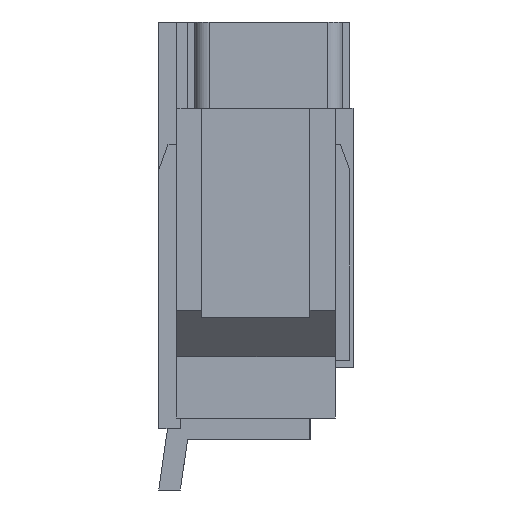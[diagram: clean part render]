
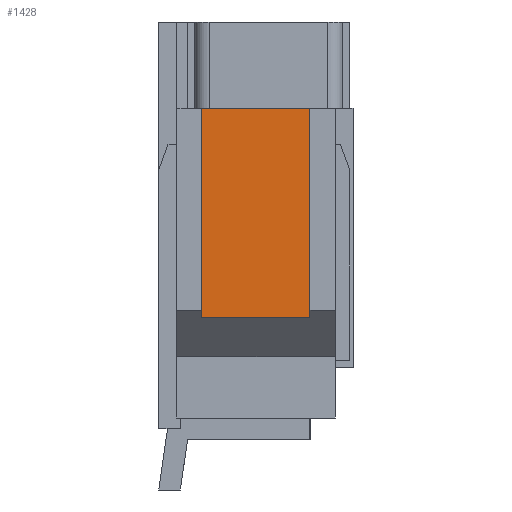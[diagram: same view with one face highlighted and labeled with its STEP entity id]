
A CAD part, left-side view. The second image highlights one B-rep face of the part: STEP entity #1428.
In plain terms, the highlighted planar face has unit normal (-1, 0, 0).
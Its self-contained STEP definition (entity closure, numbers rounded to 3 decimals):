
#1428=ADVANCED_FACE('43258',(#4299),#4300,.T.);
#4299=FACE_OUTER_BOUND('',#7219,.T.);
#4300=PLANE('',#7220);
#7219=EDGE_LOOP('',(#19725,#19726,#19727,#19728));
#7220=AXIS2_PLACEMENT_3D('',#19729,#19730,#19731);
#19725=ORIENTED_EDGE('',*,*,#24290,.T.);
#19726=ORIENTED_EDGE('',*,*,#24286,.F.);
#19727=ORIENTED_EDGE('',*,*,#24291,.F.);
#19728=ORIENTED_EDGE('',*,*,#20968,.F.);
#19729=CARTESIAN_POINT('',(1.1,0.25,-1.2));
#19730=DIRECTION('',(-1.0,0.0,0.0));
#19731=DIRECTION('',(0.0,0.0,1.0));
#20968=EDGE_CURVE('43310',#26065,#26067,#26068,.T.);
#24286=EDGE_CURVE('43273',#31205,#31207,#31208,.T.);
#24290=EDGE_CURVE('43313',#26065,#31207,#31213,.T.);
#24291=EDGE_CURVE('43312',#26067,#31205,#31214,.T.);
#26065=VERTEX_POINT('',#33867);
#26067=VERTEX_POINT('',#33870);
#26068=LINE('',#33871,#33872);
#31205=VERTEX_POINT('',#42310);
#31207=VERTEX_POINT('',#42313);
#31208=LINE('',#42314,#42315);
#31213=LINE('',#42323,#42324);
#31214=LINE('',#42325,#42326);
#33867=CARTESIAN_POINT('',(1.1,2.1,-1.2));
#33870=CARTESIAN_POINT('',(1.1,0.6,-1.2));
#33871=CARTESIAN_POINT('',(1.1,2.1,-1.2));
#33872=VECTOR('',#43298,1.5);
#42310=CARTESIAN_POINT('',(1.1,0.6,-4.1));
#42313=CARTESIAN_POINT('',(1.1,2.1,-4.1));
#42314=CARTESIAN_POINT('',(1.1,0.6,-4.1));
#42315=VECTOR('',#46646,1.5);
#42323=CARTESIAN_POINT('',(1.1,2.1,-1.2));
#42324=VECTOR('',#46650,2.9);
#42325=CARTESIAN_POINT('',(1.1,0.6,-1.2));
#42326=VECTOR('',#46651,2.9);
#43298=DIRECTION('',(0.0,-1.0,0.0));
#46646=DIRECTION('',(0.0,1.0,0.0));
#46650=DIRECTION('',(0.,0.0,-1.0));
#46651=DIRECTION('',(0.,0.0,-1.0));
